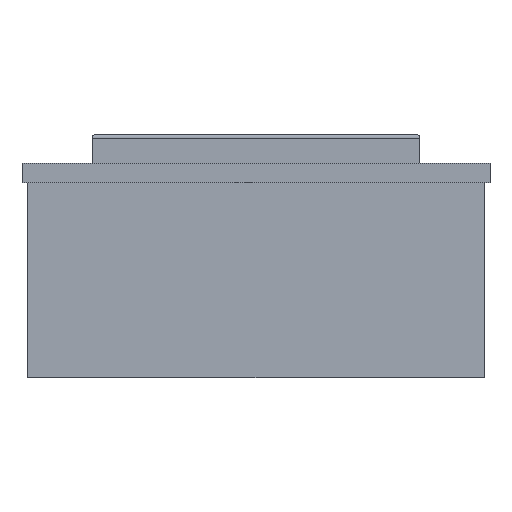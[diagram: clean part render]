
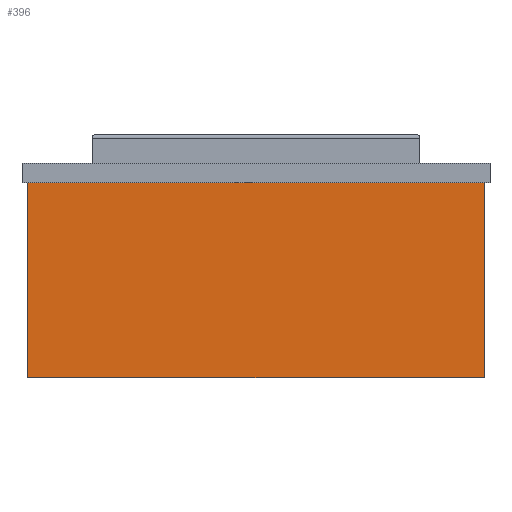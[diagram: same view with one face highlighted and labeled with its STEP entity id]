
A CAD part, front view. The second image highlights one B-rep face of the part: STEP entity #396.
In plain terms, the highlighted planar face has unit normal (0, -1, 0).
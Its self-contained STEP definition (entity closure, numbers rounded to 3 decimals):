
#80=ORIENTED_EDGE('',*,*,#144,.T.);
#81=ORIENTED_EDGE('',*,*,#165,.F.);
#82=ORIENTED_EDGE('',*,*,#166,.F.);
#83=ORIENTED_EDGE('',*,*,#163,.T.);
#144=EDGE_CURVE('',#195,#194,#228,.T.);
#163=EDGE_CURVE('',#208,#195,#245,.T.);
#165=EDGE_CURVE('',#209,#194,#247,.T.);
#166=EDGE_CURVE('',#208,#209,#248,.T.);
#194=VERTEX_POINT('',#591);
#195=VERTEX_POINT('',#593);
#208=VERTEX_POINT('',#632);
#209=VERTEX_POINT('',#636);
#228=LINE('',#592,#268);
#245=LINE('',#631,#285);
#247=LINE('',#635,#287);
#248=LINE('',#637,#288);
#268=VECTOR('',#473,1000.);
#285=VECTOR('',#508,1000.);
#287=VECTOR('',#512,1000.);
#288=VECTOR('',#513,1000.);
#314=EDGE_LOOP('',(#80,#81,#82,#83));
#348=FACE_BOUND('',#314,.T.);
#378=PLANE('',#437);
#396=ADVANCED_FACE('',(#348),#378,.F.);
#437=AXIS2_PLACEMENT_3D('',#634,#510,#511);
#473=DIRECTION('',(-1.,0.,0.));
#508=DIRECTION('',(0.,0.,1.));
#510=DIRECTION('',(0.,1.,0.));
#511=DIRECTION('',(0.,0.,1.));
#512=DIRECTION('',(0.,0.,1.));
#513=DIRECTION('',(-1.,0.,0.));
#591=CARTESIAN_POINT('',(-58.5,-58.5,0.));
#592=CARTESIAN_POINT('',(58.5,-58.5,0.));
#593=CARTESIAN_POINT('',(58.5,-58.5,0.));
#631=CARTESIAN_POINT('',(58.5,-58.5,-50.));
#632=CARTESIAN_POINT('',(58.5,-58.5,-50.));
#634=CARTESIAN_POINT('',(58.5,-58.5,-50.));
#635=CARTESIAN_POINT('',(-58.5,-58.5,-50.));
#636=CARTESIAN_POINT('',(-58.5,-58.5,-50.));
#637=CARTESIAN_POINT('',(58.5,-58.5,-50.));
